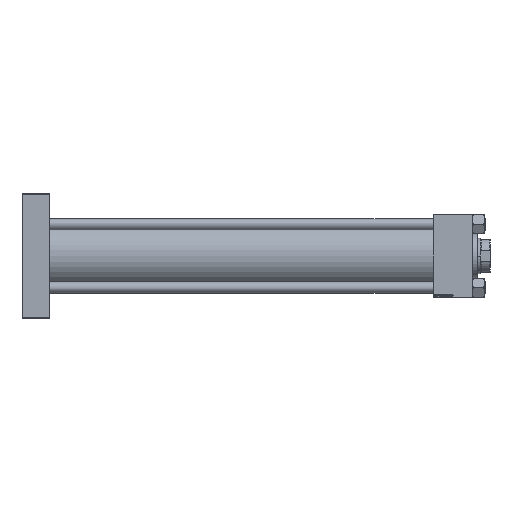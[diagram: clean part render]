
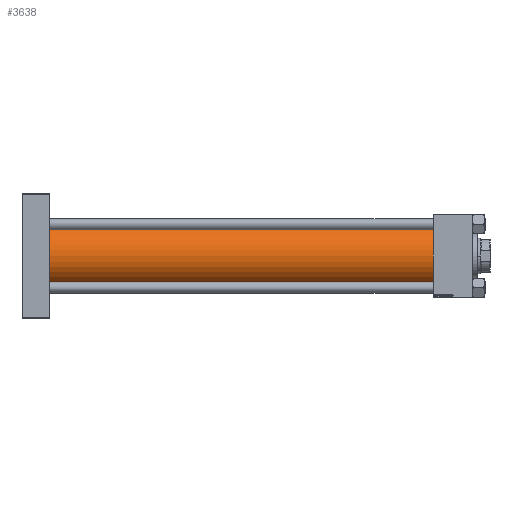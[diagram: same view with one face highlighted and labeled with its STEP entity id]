
A CAD part, front view. The second image highlights one B-rep face of the part: STEP entity #3638.
In plain terms, the highlighted cylindrical face has radius 65.5 mm (diameter 131 mm), a partial arc.
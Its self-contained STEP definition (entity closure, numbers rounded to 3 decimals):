
#3638 = ADVANCED_FACE ( 'NONE', ( #7257 ), #31278, .T. ) ;
#5755 = DIRECTION ( 'NONE',  ( 1., 0., 0. ) ) ;
#7257 = FACE_OUTER_BOUND ( 'NONE', #48206, .T. ) ;
#7399 = ORIENTED_EDGE ( 'NONE', *, *, #20747, .T. ) ;
#8548 = EDGE_CURVE ( 'NONE', #39263, #33459, #37418, .T. ) ;
#8829 = CARTESIAN_POINT ( 'NONE',  ( 55., 0., -65.5 ) ) ;
#12870 = CARTESIAN_POINT ( 'NONE',  ( 819., 0., 65.5 ) ) ;
#14729 = CARTESIAN_POINT ( 'NONE',  ( 819., 0., 0. ) ) ;
#17030 = LINE ( 'NONE', #33059, #26266 ) ;
#20747 = EDGE_CURVE ( 'NONE', #29107, #39263, #49537, .T. ) ;
#23111 = ORIENTED_EDGE ( 'NONE', *, *, #8548, .T. ) ;
#23353 = AXIS2_PLACEMENT_3D ( 'NONE', #27531, #23516, #39570 ) ;
#23509 = DIRECTION ( 'NONE',  ( 0., 0., 1. ) ) ;
#23516 = DIRECTION ( 'NONE',  ( 1., 0., 0. ) ) ;
#23997 = ORIENTED_EDGE ( 'NONE', *, *, #52681, .F. ) ;
#24934 = VECTOR ( 'NONE', #25226, 1000. ) ;
#25226 = DIRECTION ( 'NONE',  ( -1., 0., 0. ) ) ;
#25753 = DIRECTION ( 'NONE',  ( 0., 0., 1. ) ) ;
#26266 = VECTOR ( 'NONE', #34111, 1000. ) ;
#26837 = CARTESIAN_POINT ( 'NONE',  ( 819., 0., -65.5 ) ) ;
#27531 = CARTESIAN_POINT ( 'NONE',  ( 819., 0., 0. ) ) ;
#29107 = VERTEX_POINT ( 'NONE', #12870 ) ;
#31278 = CYLINDRICAL_SURFACE ( 'NONE', #44056, 65.5 ) ;
#33059 = CARTESIAN_POINT ( 'NONE',  ( 819., 0., -65.5 ) ) ;
#33459 = VERTEX_POINT ( 'NONE', #8829 ) ;
#34111 = DIRECTION ( 'NONE',  ( -1., 0., 0. ) ) ;
#35061 = VERTEX_POINT ( 'NONE', #26837 ) ;
#37418 = CIRCLE ( 'NONE', #45961, 65.5 ) ;
#38587 = CARTESIAN_POINT ( 'NONE',  ( 55., 0., 0. ) ) ;
#39263 = VERTEX_POINT ( 'NONE', #40728 ) ;
#39570 = DIRECTION ( 'NONE',  ( 0., 0., -1. ) ) ;
#40719 = EDGE_CURVE ( 'NONE', #29107, #35061, #46375, .T. ) ;
#40728 = CARTESIAN_POINT ( 'NONE',  ( 55., 0., 65.5 ) ) ;
#41534 = ORIENTED_EDGE ( 'NONE', *, *, #40719, .F. ) ;
#44056 = AXIS2_PLACEMENT_3D ( 'NONE', #14729, #50786, #23509 ) ;
#45531 = CARTESIAN_POINT ( 'NONE',  ( 819., 0., 65.5 ) ) ;
#45961 = AXIS2_PLACEMENT_3D ( 'NONE', #38587, #5755, #25753 ) ;
#46375 = CIRCLE ( 'NONE', #23353, 65.5 ) ;
#48206 = EDGE_LOOP ( 'NONE', ( #23997, #41534, #7399, #23111 ) ) ;
#49537 = LINE ( 'NONE', #45531, #24934 ) ;
#50786 = DIRECTION ( 'NONE',  ( -1., 0., 0. ) ) ;
#52681 = EDGE_CURVE ( 'NONE', #35061, #33459, #17030, .T. ) ;
